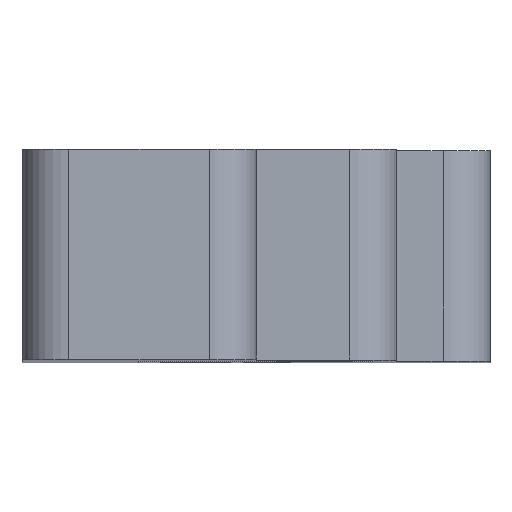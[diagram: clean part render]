
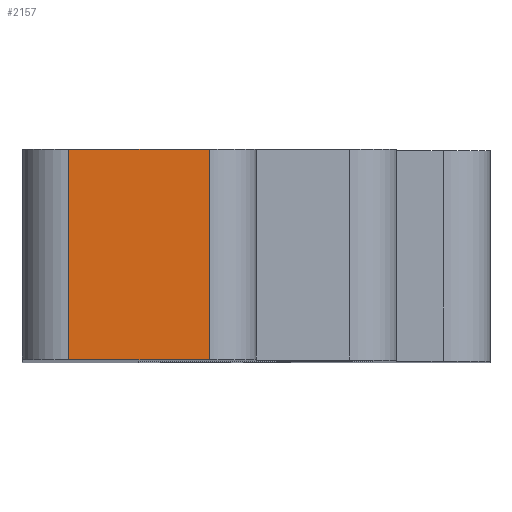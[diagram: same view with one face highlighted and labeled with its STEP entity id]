
A CAD part, top view. The second image highlights one B-rep face of the part: STEP entity #2157.
In plain terms, the highlighted face is planar.
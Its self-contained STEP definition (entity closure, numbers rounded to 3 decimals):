
#161 = CARTESIAN_POINT ( 'NONE',  ( -32., 2., 9. ) ) ;
#298 = VERTEX_POINT ( 'NONE', #5722 ) ;
#605 = VECTOR ( 'NONE', #4086, 1000. ) ;
#787 = EDGE_CURVE ( 'NONE', #873, #298, #5066, .T. ) ;
#873 = VERTEX_POINT ( 'NONE', #161 ) ;
#1194 = LINE ( 'NONE', #1846, #605 ) ;
#1207 = CARTESIAN_POINT ( 'NONE',  ( -32., 2., 9. ) ) ;
#1776 = DIRECTION ( 'NONE',  ( 0., 0., 1. ) ) ;
#1846 = CARTESIAN_POINT ( 'NONE',  ( -32., 8., 9. ) ) ;
#1973 = FACE_OUTER_BOUND ( 'NONE', #5907, .T. ) ;
#2140 = CARTESIAN_POINT ( 'NONE',  ( -32., 2., 0. ) ) ;
#2157 = ADVANCED_FACE ( 'NONE', ( #1973 ), #2595, .T. ) ;
#2595 = PLANE ( 'NONE',  #9091 ) ;
#2623 = LINE ( 'NONE', #1207, #6039 ) ;
#2664 = VERTEX_POINT ( 'NONE', #2140 ) ;
#3253 = DIRECTION ( 'NONE',  ( -1., 0., 0. ) ) ;
#4086 = DIRECTION ( 'NONE',  ( 0., 0., -1. ) ) ;
#4096 = DIRECTION ( 'NONE',  ( 0., 0., -1. ) ) ;
#4200 = VERTEX_POINT ( 'NONE', #6715 ) ;
#4718 = ORIENTED_EDGE ( 'NONE', *, *, #4861, .F. ) ;
#4861 = EDGE_CURVE ( 'NONE', #2664, #4200, #6740, .T. ) ;
#5038 = EDGE_CURVE ( 'NONE', #873, #2664, #2623, .T. ) ;
#5066 = LINE ( 'NONE', #6561, #9254 ) ;
#5114 = DIRECTION ( 'NONE',  ( 0., 1., 0. ) ) ;
#5722 = CARTESIAN_POINT ( 'NONE',  ( -32., 8., 9. ) ) ;
#5907 = EDGE_LOOP ( 'NONE', ( #4718, #6274, #8283, #9141 ) ) ;
#5925 = DIRECTION ( 'NONE',  ( 0., 1., 0. ) ) ;
#6039 = VECTOR ( 'NONE', #4096, 1000. ) ;
#6274 = ORIENTED_EDGE ( 'NONE', *, *, #5038, .F. ) ;
#6561 = CARTESIAN_POINT ( 'NONE',  ( -32., 2., 9. ) ) ;
#6715 = CARTESIAN_POINT ( 'NONE',  ( -32., 8., 0. ) ) ;
#6740 = LINE ( 'NONE', #8304, #7175 ) ;
#7175 = VECTOR ( 'NONE', #5925, 1000. ) ;
#8283 = ORIENTED_EDGE ( 'NONE', *, *, #787, .T. ) ;
#8304 = CARTESIAN_POINT ( 'NONE',  ( -32., 2., 0. ) ) ;
#8419 = CARTESIAN_POINT ( 'NONE',  ( -32., 2., 9. ) ) ;
#8940 = EDGE_CURVE ( 'NONE', #298, #4200, #1194, .T. ) ;
#9091 = AXIS2_PLACEMENT_3D ( 'NONE', #8419, #3253, #1776 ) ;
#9141 = ORIENTED_EDGE ( 'NONE', *, *, #8940, .T. ) ;
#9254 = VECTOR ( 'NONE', #5114, 1000. ) ;
